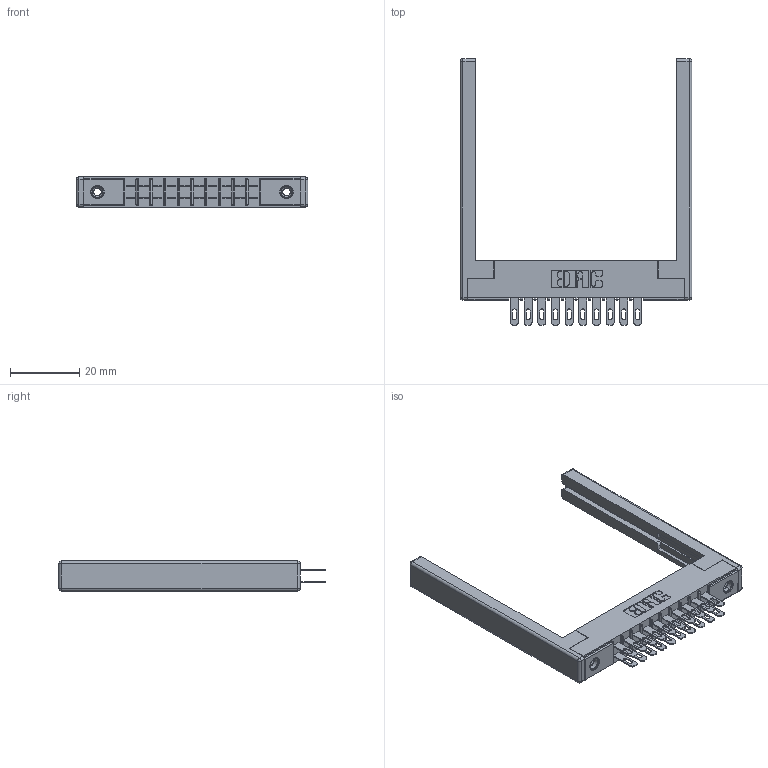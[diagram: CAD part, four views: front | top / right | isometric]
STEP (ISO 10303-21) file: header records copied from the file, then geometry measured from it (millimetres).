
FILE_DESCRIPTION (( 'STEP AP203' ), '1' );
FILE_NAME ('305-020-500-568.STEP', '2019-09-09T13:02:22', ( '' ), ( '' ), 'SwSTEP 2.0', 'SolidWorks 2016', '' );
FILE_SCHEMA (( 'CONFIG_CONTROL_DESIGN' ));
Length unit declared in the file: inch
Products named in the file (5): 305 Part_.156 Dia; 305-290-001_500; 345-250-001_345-250-001-102; 305-020-500-568; 307-220-068
Assembly tree (25 placements, depth 2):
  305-020-500-568
    305 Part_.156 Dia
    305-290-001_500  x20
    345-250-001_345-250-001-102  x2
    307-220-068  x2
Bounding box: 67.06 x 77.14 x 8.71 mm (x, y, z)
Volume: 8713.2 mm3; surface area: 11826.6 mm2
Topology: 25 solids, 25 shells, 1270 faces, 3576 edges, 2308 vertices
Faces by surface type: plane 716, cylinder 490, sphere 48, cone 12, torus 4
Entity records: 17504 total; most frequent: CARTESIAN_POINT 2869, ORIENTED_EDGE 2834, DIRECTION 2823, EDGE_CURVE 1417, LINE 1099, VECTOR 1099, VERTEX_POINT 908, AXIS2_PLACEMENT_3D 862
